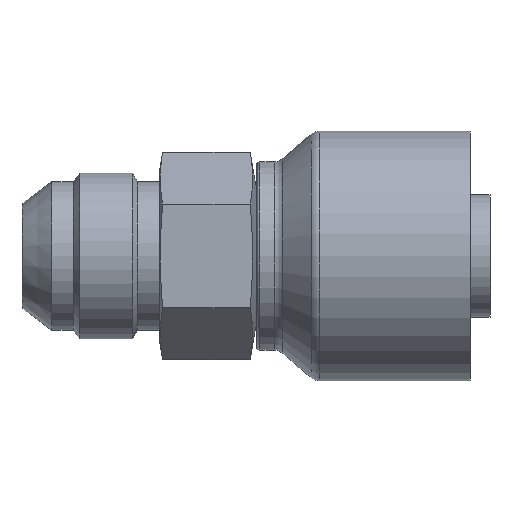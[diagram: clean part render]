
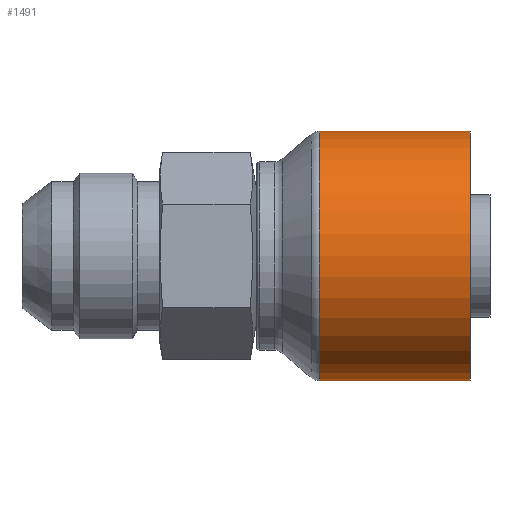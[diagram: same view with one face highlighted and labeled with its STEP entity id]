
A CAD part, top view. The second image highlights one B-rep face of the part: STEP entity #1491.
In plain terms, the highlighted cylindrical face has radius 19.85 mm (diameter 39.7 mm), a partial arc.
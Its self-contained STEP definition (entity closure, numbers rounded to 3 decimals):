
#1123=DIRECTION('',(-1.,0.,0.));
#1124=VECTOR('',#1123,24.063);
#1125=CARTESIAN_POINT('',(34.,-19.85,0.));
#1126=LINE('',#1125,#1124);
#1132=DIRECTION('',(-1.,0.,0.));
#1133=VECTOR('',#1132,24.063);
#1134=CARTESIAN_POINT('',(34.,19.85,0.));
#1135=LINE('',#1134,#1133);
#1174=CARTESIAN_POINT('',(9.937,0.,0.));
#1175=DIRECTION('',(-1.,0.,0.));
#1176=DIRECTION('',(0.,-1.,0.));
#1177=AXIS2_PLACEMENT_3D('',#1174,#1175,#1176);
#1179=CARTESIAN_POINT('',(34.,0.,0.));
#1180=DIRECTION('',(-1.,0.,0.));
#1181=DIRECTION('',(0.,-1.,0.));
#1182=AXIS2_PLACEMENT_3D('',#1179,#1180,#1181);
#1334=CARTESIAN_POINT('',(34.,-19.85,0.));
#1335=CARTESIAN_POINT('',(34.,19.85,0.));
#1336=VERTEX_POINT('',#1334);
#1337=VERTEX_POINT('',#1335);
#1366=CARTESIAN_POINT('',(9.937,-19.85,0.));
#1367=CARTESIAN_POINT('',(9.937,19.85,0.));
#1368=VERTEX_POINT('',#1366);
#1369=VERTEX_POINT('',#1367);
#1480=CARTESIAN_POINT('',(35.7,0.,0.));
#1481=DIRECTION('',(-1.,0.,0.));
#1482=DIRECTION('',(0.,-1.,0.));
#1483=AXIS2_PLACEMENT_3D('',#1480,#1481,#1482);
#1484=CYLINDRICAL_SURFACE('',#1483,19.85);
#1485=ORIENTED_EDGE('',*,*,#1474,.T.);
#1486=ORIENTED_EDGE('',*,*,#1418,.F.);
#1487=ORIENTED_EDGE('',*,*,#1397,.F.);
#1488=ORIENTED_EDGE('',*,*,#1415,.T.);
#1489=EDGE_LOOP('',(#1485,#1486,#1487,#1488));
#1490=FACE_OUTER_BOUND('',#1489,.F.);
#1491=ADVANCED_FACE('',(#1490),#1484,.T.);
#1178=CIRCLE('',#1177,19.85);
#1183=CIRCLE('',#1182,19.85);
#1397=EDGE_CURVE('',#1336,#1337,#1183,.T.);
#1415=EDGE_CURVE('',#1336,#1368,#1126,.T.);
#1418=EDGE_CURVE('',#1337,#1369,#1135,.T.);
#1474=EDGE_CURVE('',#1368,#1369,#1178,.T.);
